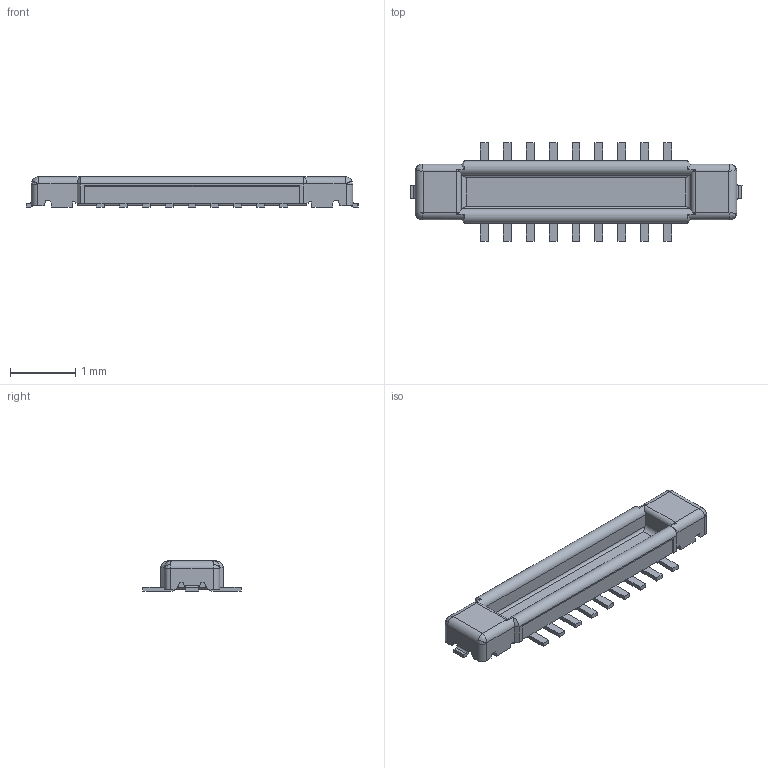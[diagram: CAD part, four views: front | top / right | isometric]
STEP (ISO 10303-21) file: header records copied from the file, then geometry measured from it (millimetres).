
FILE_DESCRIPTION(('Creo Elements/Direct Modeling STEP Export'),'2;1');
FILE_NAME('BM28-18DP.stp','2019-12-09T14:40:00',(''),(''),'Creo Elements/Direct Modeling STEP processor for AP214 (Solid Model)','Creo Elements/Direct Modeling 19.0F 14-Feb-2017 (C) Parametric Technology GmbH','');
FILE_SCHEMA(('AUTOMOTIVE_DESIGN { 1 0 10303 214 1 1 1 1 }'));
Length unit declared in the file: millimetre
Products named in the file (2): BM28B06-18DP2-0_35V
Assembly tree (1 placements, depth 2):
  BM28B06-18DP2-0_35V
    BM28B06-18DP2-0_35V
Bounding box: 5.07 x 1.5 x 0.47 mm (x, y, z)
Volume: 1.3 mm3; surface area: 18.4 mm2
Topology: 1 solids, 1 shells, 302 faces, 812 edges, 508 vertices
Faces by surface type: plane 222, cylinder 64, bspline 8, cone 4, torus 4
Entity records: 9864 total; most frequent: CARTESIAN_POINT 2288, ORIENTED_EDGE 1616, DIRECTION 1489, EDGE_CURVE 808, VECTOR 639, LINE 639, VERTEX_POINT 508, AXIS2_PLACEMENT_3D 425
